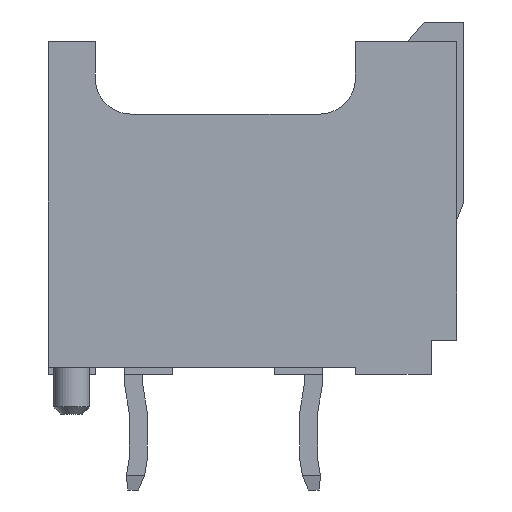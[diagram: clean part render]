
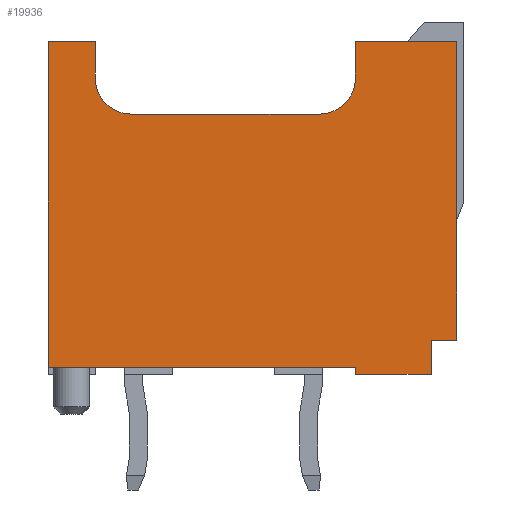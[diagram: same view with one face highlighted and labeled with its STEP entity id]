
A CAD part, left-side view. The second image highlights one B-rep face of the part: STEP entity #19936.
In plain terms, the highlighted face is planar.
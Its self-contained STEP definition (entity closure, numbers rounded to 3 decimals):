
#31=CIRCLE('',#20746,1.);
#32=CIRCLE('',#20747,1.);
#912=ORIENTED_EDGE('',*,*,#4690,.T.);
#913=ORIENTED_EDGE('',*,*,#4691,.T.);
#914=ORIENTED_EDGE('',*,*,#4660,.T.);
#915=ORIENTED_EDGE('',*,*,#4656,.F.);
#916=ORIENTED_EDGE('',*,*,#4692,.F.);
#917=ORIENTED_EDGE('',*,*,#4693,.F.);
#918=ORIENTED_EDGE('',*,*,#4694,.F.);
#919=ORIENTED_EDGE('',*,*,#4618,.F.);
#920=ORIENTED_EDGE('',*,*,#4695,.F.);
#921=ORIENTED_EDGE('',*,*,#4696,.F.);
#922=ORIENTED_EDGE('',*,*,#4697,.F.);
#923=ORIENTED_EDGE('',*,*,#4698,.F.);
#924=ORIENTED_EDGE('',*,*,#4699,.F.);
#925=ORIENTED_EDGE('',*,*,#4700,.F.);
#4618=EDGE_CURVE('',#6529,#6522,#8006,.T.);
#4656=EDGE_CURVE('',#6555,#6552,#8040,.T.);
#4660=EDGE_CURVE('',#6557,#6552,#8044,.T.);
#4690=EDGE_CURVE('',#6575,#6576,#8074,.T.);
#4691=EDGE_CURVE('',#6576,#6557,#8075,.T.);
#4692=EDGE_CURVE('',#6577,#6555,#8076,.T.);
#4693=EDGE_CURVE('',#6578,#6577,#8077,.T.);
#4694=EDGE_CURVE('',#6522,#6578,#8078,.T.);
#4695=EDGE_CURVE('',#6579,#6529,#8079,.T.);
#4696=EDGE_CURVE('',#6580,#6579,#31,.T.);
#4697=EDGE_CURVE('',#6581,#6580,#8080,.T.);
#4698=EDGE_CURVE('',#6582,#6581,#32,.T.);
#4699=EDGE_CURVE('',#6583,#6582,#8081,.T.);
#4700=EDGE_CURVE('',#6575,#6583,#8082,.T.);
#6522=VERTEX_POINT('',#25970);
#6529=VERTEX_POINT('',#25984);
#6552=VERTEX_POINT('',#26052);
#6555=VERTEX_POINT('',#26058);
#6557=VERTEX_POINT('',#26066);
#6575=VERTEX_POINT('',#26124);
#6576=VERTEX_POINT('',#26125);
#6577=VERTEX_POINT('',#26128);
#6578=VERTEX_POINT('',#26130);
#6579=VERTEX_POINT('',#26133);
#6580=VERTEX_POINT('',#26135);
#6581=VERTEX_POINT('',#26137);
#6582=VERTEX_POINT('',#26139);
#6583=VERTEX_POINT('',#26141);
#8006=LINE('',#25985,#10049);
#8040=LINE('',#26059,#10083);
#8044=LINE('',#26067,#10087);
#8074=LINE('',#26123,#10117);
#8075=LINE('',#26126,#10118);
#8076=LINE('',#26127,#10119);
#8077=LINE('',#26129,#10120);
#8078=LINE('',#26131,#10121);
#8079=LINE('',#26132,#10122);
#8080=LINE('',#26136,#10123);
#8081=LINE('',#26140,#10124);
#8082=LINE('',#26142,#10125);
#10049=VECTOR('',#22179,1000.);
#10083=VECTOR('',#22241,1000.);
#10087=VECTOR('',#22249,1000.);
#10117=VECTOR('',#22297,1000.);
#10118=VECTOR('',#22298,1000.);
#10119=VECTOR('',#22299,1000.);
#10120=VECTOR('',#22300,1000.);
#10121=VECTOR('',#22301,1000.);
#10122=VECTOR('',#22302,1000.);
#10123=VECTOR('',#22305,1000.);
#10124=VECTOR('',#22308,1000.);
#10125=VECTOR('',#22309,1000.);
#11825=EDGE_LOOP('',(#912,#913,#914,#915,#916,#917,#918,#919,#920,#921,
#922,#923,#924,#925));
#12699=FACE_BOUND('',#11825,.T.);
#13569=PLANE('',#20745);
#19936=ADVANCED_FACE('',(#12699),#13569,.T.);
#20745=AXIS2_PLACEMENT_3D('',#26122,#22295,#22296);
#20746=AXIS2_PLACEMENT_3D('',#26134,#22303,#22304);
#20747=AXIS2_PLACEMENT_3D('',#26138,#22306,#22307);
#22179=DIRECTION('',(0.,0.,1.));
#22241=DIRECTION('',(0.,0.,-1.));
#22249=DIRECTION('',(0.,1.,0.));
#22295=DIRECTION('',(1.,0.,0.));
#22296=DIRECTION('',(0.,0.,-1.));
#22297=DIRECTION('',(0.,1.,0.));
#22298=DIRECTION('',(0.,0.,1.));
#22299=DIRECTION('',(0.,1.,0.));
#22300=DIRECTION('',(0.,0.,-1.));
#22301=DIRECTION('',(0.,1.,0.));
#22302=DIRECTION('',(0.,-1.,0.));
#22303=DIRECTION('',(1.,0.,0.));
#22304=DIRECTION('',(0.,-1.,0.));
#22305=DIRECTION('',(0.,0.,1.));
#22306=DIRECTION('',(1.,0.,0.));
#22307=DIRECTION('',(0.,-1.,0.));
#22308=DIRECTION('',(0.,1.,0.));
#22309=DIRECTION('',(0.,0.,1.));
#25970=CARTESIAN_POINT('',(13.7,-4.325,5.55));
#25984=CARTESIAN_POINT('',(13.7,-4.325,2.75));
#25985=CARTESIAN_POINT('',(13.7,-4.325,5.75));
#26052=CARTESIAN_POINT('',(13.7,4.875,2.75));
#26058=CARTESIAN_POINT('',(13.7,4.875,4.85));
#26059=CARTESIAN_POINT('',(13.7,4.875,5.75));
#26066=CARTESIAN_POINT('',(13.7,4.675,2.75));
#26067=CARTESIAN_POINT('',(13.7,4.675,2.75));
#26122=CARTESIAN_POINT('',(13.7,-4.875,5.75));
#26123=CARTESIAN_POINT('',(13.7,-4.875,-5.75));
#26124=CARTESIAN_POINT('',(13.7,-4.325,-5.75));
#26125=CARTESIAN_POINT('',(13.7,4.675,-5.75));
#26126=CARTESIAN_POINT('',(13.7,4.675,-4.45));
#26127=CARTESIAN_POINT('',(13.7,3.925,4.85));
#26128=CARTESIAN_POINT('',(13.7,3.925,4.85));
#26129=CARTESIAN_POINT('',(13.7,3.925,5.55));
#26130=CARTESIAN_POINT('',(13.7,3.925,5.55));
#26131=CARTESIAN_POINT('',(13.7,0.625,5.55));
#26132=CARTESIAN_POINT('',(13.7,-3.325,2.75));
#26133=CARTESIAN_POINT('',(13.7,-3.325,2.75));
#26134=CARTESIAN_POINT('',(13.7,-3.325,1.75));
#26135=CARTESIAN_POINT('',(13.7,-2.325,1.75));
#26136=CARTESIAN_POINT('',(13.7,-2.325,-3.45));
#26137=CARTESIAN_POINT('',(13.7,-2.325,-3.45));
#26138=CARTESIAN_POINT('',(13.7,-3.325,-3.45));
#26139=CARTESIAN_POINT('',(13.7,-3.325,-4.45));
#26140=CARTESIAN_POINT('',(13.7,-4.325,-4.45));
#26141=CARTESIAN_POINT('',(13.7,-4.325,-4.45));
#26142=CARTESIAN_POINT('',(13.7,-4.325,-5.75));
